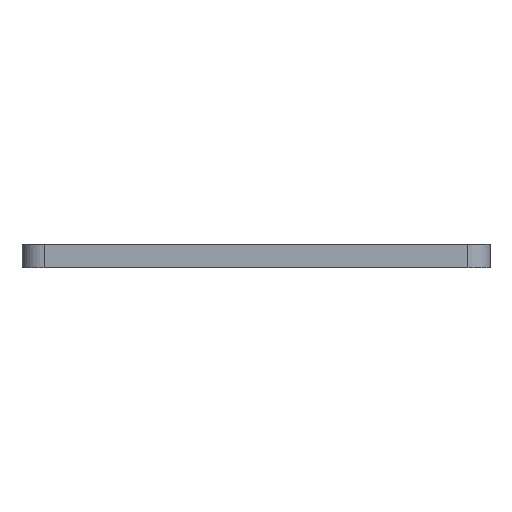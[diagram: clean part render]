
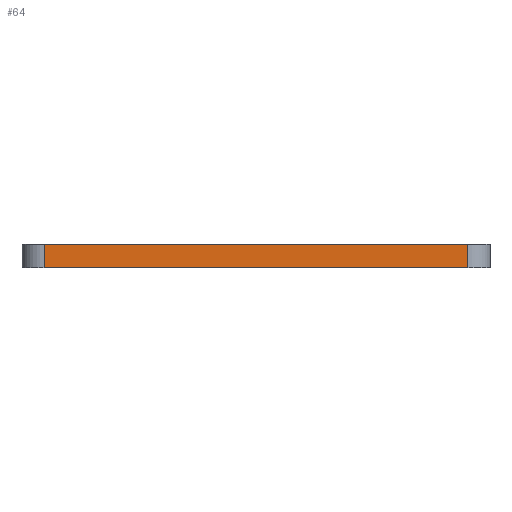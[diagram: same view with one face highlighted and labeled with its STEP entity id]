
A CAD part, front view. The second image highlights one B-rep face of the part: STEP entity #64.
In plain terms, the highlighted planar face has unit normal (0, -1, 0).
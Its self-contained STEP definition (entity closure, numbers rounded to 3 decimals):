
#64=ADVANCED_FACE('',(#218),#2242,.T.);
#218=FACE_OUTER_BOUND('',#364,.T.);
#364=EDGE_LOOP('',(#728,#729,#730,#731));
#728=ORIENTED_EDGE('',*,*,#1295,.F.);
#729=ORIENTED_EDGE('',*,*,#1296,.F.);
#730=ORIENTED_EDGE('',*,*,#1297,.F.);
#731=ORIENTED_EDGE('',*,*,#1150,.F.);
#1150=EDGE_CURVE('',#1944,#1945,#1702,.T.);
#1295=EDGE_CURVE('',#2062,#1944,#1811,.T.);
#1296=EDGE_CURVE('',#2063,#2062,#1812,.T.);
#1297=EDGE_CURVE('',#1945,#2063,#1813,.T.);
#1702=B_SPLINE_CURVE_WITH_KNOTS('',1,(#3798,#3799),.UNSPECIFIED.,.F.,.F.,
(2,2),(0.,76.),.UNSPECIFIED.);
#1811=B_SPLINE_CURVE_WITH_KNOTS('',1,(#4124,#4125),.UNSPECIFIED.,.F.,.F.,
(2,2),(-4.15,0.),.UNSPECIFIED.);
#1812=B_SPLINE_CURVE_WITH_KNOTS('',1,(#4126,#4127),.UNSPECIFIED.,.F.,.F.,
(2,2),(-76.,0.),.UNSPECIFIED.);
#1813=B_SPLINE_CURVE_WITH_KNOTS('',1,(#4128,#4129),.UNSPECIFIED.,.F.,.F.,
(2,2),(-4.15,0.),.UNSPECIFIED.);
#1944=VERTEX_POINT('',#3590);
#1945=VERTEX_POINT('',#3591);
#2062=VERTEX_POINT('',#3708);
#2063=VERTEX_POINT('',#3709);
#2242=PLANE('',#2412);
#2412=AXIS2_PLACEMENT_3D('',#3158,#2625,$);
#2625=DIRECTION('',(0.,-1.,0.));
#3158=CARTESIAN_POINT('',(66.6,-21.,-0.415));
#3590=CARTESIAN_POINT('',(59.,-21.,0.));
#3591=CARTESIAN_POINT('',(-17.,-21.,0.));
#3708=CARTESIAN_POINT('',(59.,-21.,4.15));
#3709=CARTESIAN_POINT('',(-17.,-21.,4.15));
#3798=CARTESIAN_POINT('',(59.,-21.,0.));
#3799=CARTESIAN_POINT('',(-17.,-21.,0.));
#4124=CARTESIAN_POINT('',(59.,-21.,4.15));
#4125=CARTESIAN_POINT('',(59.,-21.,0.));
#4126=CARTESIAN_POINT('',(-17.,-21.,4.15));
#4127=CARTESIAN_POINT('',(59.,-21.,4.15));
#4128=CARTESIAN_POINT('',(-17.,-21.,0.));
#4129=CARTESIAN_POINT('',(-17.,-21.,4.15));
